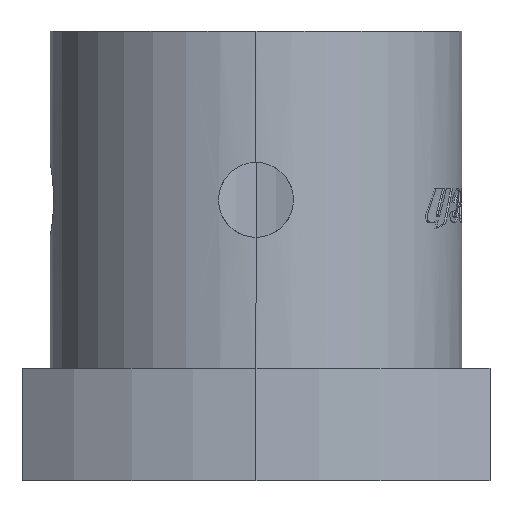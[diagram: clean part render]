
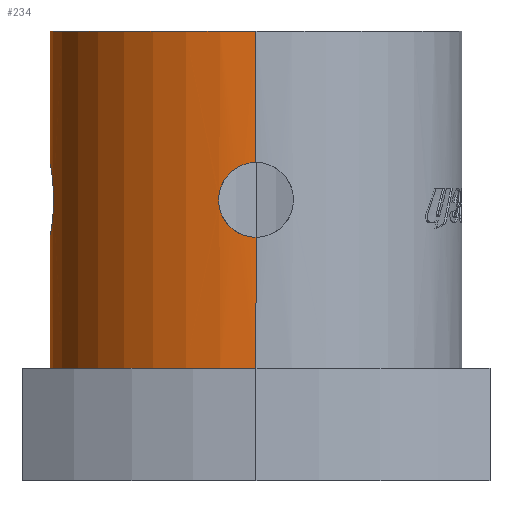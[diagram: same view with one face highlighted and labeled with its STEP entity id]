
A CAD part, front view. The second image highlights one B-rep face of the part: STEP entity #234.
In plain terms, the highlighted cylindrical face has radius 11 mm (diameter 22 mm), a partial arc.
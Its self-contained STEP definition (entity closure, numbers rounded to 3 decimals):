
#234=ADVANCED_FACE('',(#511,#512),#513,.T.);
#511=FACE_OUTER_BOUND('',#821,.T.);
#512=FACE_BOUND('',#822,.T.);
#513=CYLINDRICAL_SURFACE('',#823,11.0);
#821=EDGE_LOOP('',(#1512,#1513,#1514,#1515,#1516,#1517,#1518));
#822=EDGE_LOOP('',(#1519,#1520));
#823=AXIS2_PLACEMENT_3D('',#1521,#1522,#1523);
#1512=ORIENTED_EDGE('',*,*,#1867,.F.);
#1513=ORIENTED_EDGE('',*,*,#1959,.T.);
#1514=ORIENTED_EDGE('',*,*,#1872,.F.);
#1515=ORIENTED_EDGE('',*,*,#2116,.T.);
#1516=ORIENTED_EDGE('',*,*,#2117,.T.);
#1517=ORIENTED_EDGE('',*,*,#1869,.F.);
#1518=ORIENTED_EDGE('',*,*,#1981,.F.);
#1519=ORIENTED_EDGE('',*,*,#2118,.T.);
#1520=ORIENTED_EDGE('',*,*,#2047,.T.);
#1521=CARTESIAN_POINT('',(0.0,0.0,15.0));
#1522=DIRECTION('',(0.0,-0.0,1.0));
#1523=DIRECTION('',(0.0,1.0,0.0));
#1867=EDGE_CURVE('',#2252,#2253,#2254,.T.);
#1869=EDGE_CURVE('',#2255,#2257,#2258,.T.);
#1872=EDGE_CURVE('',#2261,#2263,#2264,.T.);
#1959=EDGE_CURVE('',#2252,#2263,#2417,.T.);
#1981=EDGE_CURVE('',#2253,#2255,#2451,.T.);
#2047=EDGE_CURVE('',#2551,#2549,#2552,.T.);
#2116=EDGE_CURVE('',#2261,#2638,#2639,.T.);
#2117=EDGE_CURVE('',#2638,#2257,#2640,.T.);
#2118=EDGE_CURVE('',#2549,#2551,#2641,.T.);
#2252=VERTEX_POINT('',#2874);
#2253=VERTEX_POINT('',#2875);
#2254=LINE('',#2876,#2877);
#2255=VERTEX_POINT('',#2878);
#2257=VERTEX_POINT('',#2880);
#2258=LINE('',#2881,#2882);
#2261=VERTEX_POINT('',#2894);
#2263=VERTEX_POINT('',#2905);
#2264=LINE('',#2906,#2907);
#2417=CIRCLE('',#3331,11.0);
#2451=CIRCLE('',#3377,11.0);
#2549=VERTEX_POINT('',#3619);
#2551=VERTEX_POINT('',#3622);
#2552=B_SPLINE_CURVE_WITH_KNOTS('',3,(#3623,#3624,#3625,#3626,#3627,#3628,#3629,#3630,#3631,#3632,#3633,#3634,#3635,#3636,#3637,#3638,#3639,#3640),.UNSPECIFIED.,.F.,.F.,(4,2,2,2,2,2,2,2,4),(0.006,0.007,0.008,0.008,0.009,0.01,0.011,0.011,0.012),.UNSPECIFIED.);
#2638=VERTEX_POINT('',#3846);
#2639=B_SPLINE_CURVE_WITH_KNOTS('',3,(#3847,#3848,#3849,#3850,#3851,#3852,#3853,#3854,#3855,#3856),.UNSPECIFIED.,.F.,.F.,(4,2,2,2,4),(0.009,0.01,0.011,0.011,0.012),.UNSPECIFIED.);
#2640=B_SPLINE_CURVE_WITH_KNOTS('',3,(#3857,#3858,#3859,#3860,#3861,#3862,#3863,#3864,#3865,#3866),.UNSPECIFIED.,.F.,.F.,(4,2,2,2,4),(0.0,0.001,0.002,0.002,0.003),.UNSPECIFIED.);
#2641=B_SPLINE_CURVE_WITH_KNOTS('',3,(#3867,#3868,#3869,#3870,#3871,#3872,#3873,#3874,#3875,#3876,#3877,#3878,#3879,#3880,#3881,#3882,#3883,#3884),.UNSPECIFIED.,.F.,.F.,(4,2,2,2,2,2,2,2,4),(0.0,0.001,0.002,0.002,0.003,0.004,0.005,0.005,0.006),.UNSPECIFIED.);
#2874=CARTESIAN_POINT('',(0.0,11.0,6.0));
#2875=CARTESIAN_POINT('',(0.0,11.0,24.0));
#2876=CARTESIAN_POINT('',(0.,11.0,15.0));
#2877=VECTOR('',#4016,1.0);
#2878=CARTESIAN_POINT('',(0.,-11.0,24.0));
#2880=CARTESIAN_POINT('',(0.,-11.0,17.0));
#2881=CARTESIAN_POINT('',(0.,-11.0,15.0));
#2882=VECTOR('',#4020,1.0);
#2894=CARTESIAN_POINT('',(0.,-11.0,13.0));
#2905=CARTESIAN_POINT('',(0.,-11.0,6.0));
#2906=CARTESIAN_POINT('',(0.,-11.0,15.0));
#2907=VECTOR('',#4021,1.0);
#3331=AXIS2_PLACEMENT_3D('',#4176,#4177,#4178);
#3377=AXIS2_PLACEMENT_3D('',#4210,#4211,#4212);
#3619=CARTESIAN_POINT('',(-10.817,2.0,15.0));
#3622=CARTESIAN_POINT('',(-10.817,-2.0,15.0));
#3623=CARTESIAN_POINT('',(-10.817,-2.0,15.0));
#3624=CARTESIAN_POINT('',(-10.817,-2.0,14.748));
#3625=CARTESIAN_POINT('',(-10.826,-1.95,14.48));
#3626=CARTESIAN_POINT('',(-10.861,-1.745,13.988));
#3627=CARTESIAN_POINT('',(-10.886,-1.591,13.763));
#3628=CARTESIAN_POINT('',(-10.932,-1.237,13.409));
#3629=CARTESIAN_POINT('',(-10.956,-1.012,13.255));
#3630=CARTESIAN_POINT('',(-10.99,-0.52,13.05));
#3631=CARTESIAN_POINT('',(-11.0,-0.252,13.0));
#3632=CARTESIAN_POINT('',(-11.0,0.252,13.0));
#3633=CARTESIAN_POINT('',(-10.99,0.52,13.05));
#3634=CARTESIAN_POINT('',(-10.956,1.012,13.255));
#3635=CARTESIAN_POINT('',(-10.932,1.237,13.409));
#3636=CARTESIAN_POINT('',(-10.886,1.591,13.763));
#3637=CARTESIAN_POINT('',(-10.861,1.745,13.988));
#3638=CARTESIAN_POINT('',(-10.826,1.95,14.48));
#3639=CARTESIAN_POINT('',(-10.817,2.0,14.748));
#3640=CARTESIAN_POINT('',(-10.817,2.0,15.0));
#3846=CARTESIAN_POINT('',(-2.0,-10.817,15.0));
#3847=CARTESIAN_POINT('',(0.,-11.0,13.0));
#3848=CARTESIAN_POINT('',(-0.252,-11.0,13.0));
#3849=CARTESIAN_POINT('',(-0.52,-10.99,13.05));
#3850=CARTESIAN_POINT('',(-1.012,-10.956,13.255));
#3851=CARTESIAN_POINT('',(-1.237,-10.932,13.409));
#3852=CARTESIAN_POINT('',(-1.591,-10.886,13.763));
#3853=CARTESIAN_POINT('',(-1.745,-10.861,13.988));
#3854=CARTESIAN_POINT('',(-1.95,-10.826,14.48));
#3855=CARTESIAN_POINT('',(-2.0,-10.817,14.748));
#3856=CARTESIAN_POINT('',(-2.0,-10.817,15.0));
#3857=CARTESIAN_POINT('',(-2.0,-10.817,15.0));
#3858=CARTESIAN_POINT('',(-2.0,-10.817,15.252));
#3859=CARTESIAN_POINT('',(-1.95,-10.826,15.52));
#3860=CARTESIAN_POINT('',(-1.745,-10.861,16.012));
#3861=CARTESIAN_POINT('',(-1.591,-10.886,16.237));
#3862=CARTESIAN_POINT('',(-1.237,-10.932,16.591));
#3863=CARTESIAN_POINT('',(-1.012,-10.956,16.745));
#3864=CARTESIAN_POINT('',(-0.52,-10.99,16.95));
#3865=CARTESIAN_POINT('',(-0.252,-11.0,17.0));
#3866=CARTESIAN_POINT('',(0.,-11.0,17.0));
#3867=CARTESIAN_POINT('',(-10.817,2.0,15.0));
#3868=CARTESIAN_POINT('',(-10.817,2.0,15.252));
#3869=CARTESIAN_POINT('',(-10.826,1.95,15.52));
#3870=CARTESIAN_POINT('',(-10.861,1.745,16.012));
#3871=CARTESIAN_POINT('',(-10.886,1.591,16.237));
#3872=CARTESIAN_POINT('',(-10.932,1.237,16.591));
#3873=CARTESIAN_POINT('',(-10.956,1.012,16.745));
#3874=CARTESIAN_POINT('',(-10.99,0.52,16.95));
#3875=CARTESIAN_POINT('',(-11.0,0.252,17.0));
#3876=CARTESIAN_POINT('',(-11.0,-0.252,17.0));
#3877=CARTESIAN_POINT('',(-10.99,-0.52,16.95));
#3878=CARTESIAN_POINT('',(-10.956,-1.012,16.745));
#3879=CARTESIAN_POINT('',(-10.932,-1.237,16.591));
#3880=CARTESIAN_POINT('',(-10.886,-1.591,16.237));
#3881=CARTESIAN_POINT('',(-10.861,-1.745,16.012));
#3882=CARTESIAN_POINT('',(-10.826,-1.95,15.52));
#3883=CARTESIAN_POINT('',(-10.817,-2.0,15.252));
#3884=CARTESIAN_POINT('',(-10.817,-2.0,15.0));
#4016=DIRECTION('',(0.0,0.0,1.0));
#4020=DIRECTION('',(-0.0,-0.0,-1.0));
#4021=DIRECTION('',(-0.0,-0.0,-1.0));
#4176=CARTESIAN_POINT('',(0.0,0.0,6.0));
#4177=DIRECTION('',(0.0,-0.0,1.0));
#4178=DIRECTION('',(0.0,1.0,0.0));
#4210=CARTESIAN_POINT('',(0.0,0.0,24.0));
#4211=DIRECTION('',(0.0,-0.0,1.0));
#4212=DIRECTION('',(0.0,1.0,0.0));
